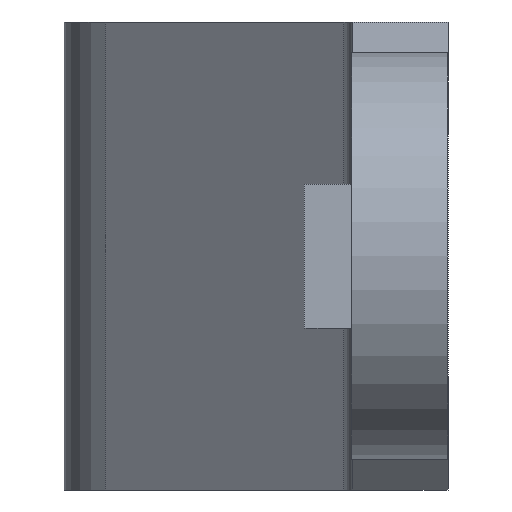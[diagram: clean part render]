
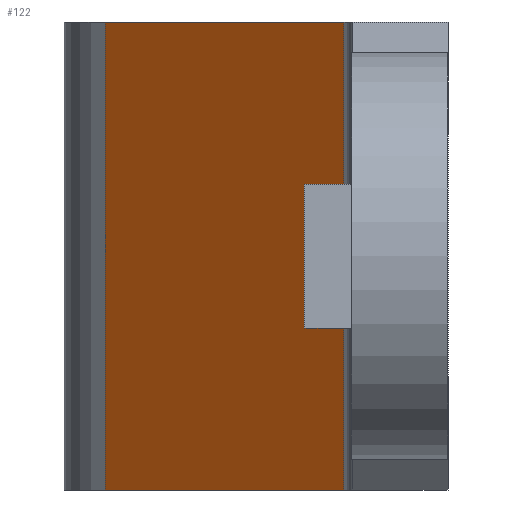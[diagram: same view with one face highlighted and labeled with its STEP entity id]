
A CAD part, left-side view. The second image highlights one B-rep face of the part: STEP entity #122.
In plain terms, the highlighted planar face has unit normal (-0.756, 0.655, 0).
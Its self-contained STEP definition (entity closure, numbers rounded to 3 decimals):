
#122 = ADVANCED_FACE( '', ( #254 ), #255, .F. );
#254 = FACE_OUTER_BOUND( '', #395, .T. );
#255 = PLANE( '', #396 );
#395 = EDGE_LOOP( '', ( #619, #620, #621, #622 ) );
#396 = AXIS2_PLACEMENT_3D( '', #623, #624, #625 );
#619 = ORIENTED_EDGE( '', *, *, #935, .T. );
#620 = ORIENTED_EDGE( '', *, *, #936, .T. );
#621 = ORIENTED_EDGE( '', *, *, #937, .F. );
#622 = ORIENTED_EDGE( '', *, *, #938, .T. );
#623 = CARTESIAN_POINT( '', ( 23.499, 14.274, 10. ) );
#624 = DIRECTION( '', ( 0.756, -0.655, 0. ) );
#625 = DIRECTION( '', ( 0.655, 0.756, 0. ) );
#935 = EDGE_CURVE( '', #1134, #1135, #1136, .T. );
#936 = EDGE_CURVE( '', #1135, #1137, #1138, .T. );
#937 = EDGE_CURVE( '', #1139, #1137, #1140, .T. );
#938 = EDGE_CURVE( '', #1139, #1134, #1141, .T. );
#1134 = VERTEX_POINT( '', #1412 );
#1135 = VERTEX_POINT( '', #1413 );
#1136 = LINE( '', #1414, #1415 );
#1137 = VERTEX_POINT( '', #1416 );
#1138 = LINE( '', #1417, #1418 );
#1139 = VERTEX_POINT( '', #1419 );
#1140 = LINE( '', #1420, #1421 );
#1141 = LINE( '', #1422, #1423 );
#1412 = CARTESIAN_POINT( '', ( 23.499, 14.274, 9.75 ) );
#1413 = CARTESIAN_POINT( '', ( 23.499, 14.274, -9.75 ) );
#1414 = CARTESIAN_POINT( '', ( 23.499, 14.274, 10. ) );
#1415 = VECTOR( '', #1618, 1000. );
#1416 = CARTESIAN_POINT( '', ( 14.899, 4.345, -9.75 ) );
#1417 = CARTESIAN_POINT( '', ( 23.499, 14.274, -9.75 ) );
#1418 = VECTOR( '', #1619, 1000. );
#1419 = CARTESIAN_POINT( '', ( 14.899, 4.345, 9.75 ) );
#1420 = CARTESIAN_POINT( '', ( 14.899, 4.345, 10. ) );
#1421 = VECTOR( '', #1620, 1000. );
#1422 = CARTESIAN_POINT( '', ( 23.499, 14.274, 9.75 ) );
#1423 = VECTOR( '', #1621, 1000. );
#1618 = DIRECTION( '', ( 0., 0., -1. ) );
#1619 = DIRECTION( '', ( -0.655, -0.756, 0. ) );
#1620 = DIRECTION( '', ( 0., 0., -1. ) );
#1621 = DIRECTION( '', ( 0.655, 0.756, 0. ) );
